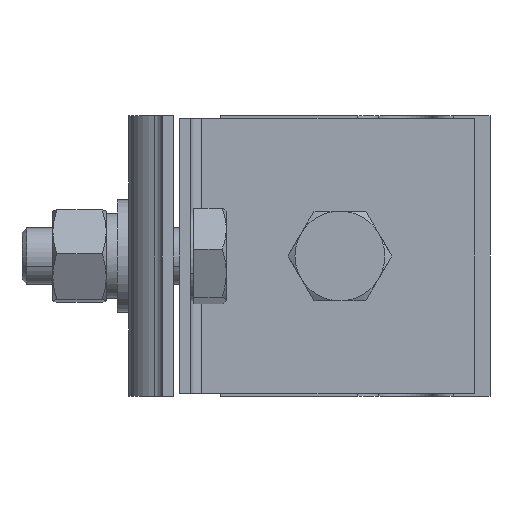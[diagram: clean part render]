
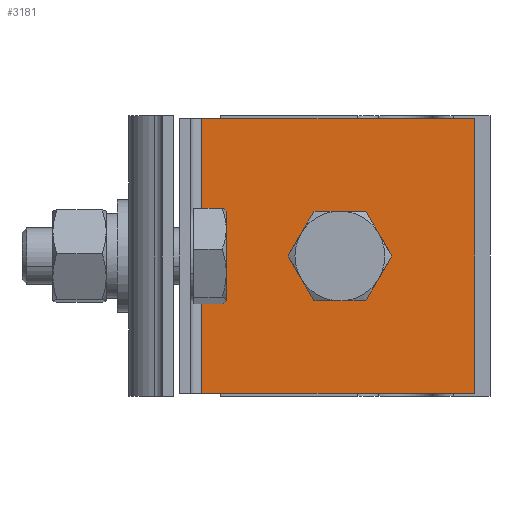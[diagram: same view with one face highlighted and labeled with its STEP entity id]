
A CAD part, front view. The second image highlights one B-rep face of the part: STEP entity #3181.
In plain terms, the highlighted planar face has unit normal (0, -1, 0).
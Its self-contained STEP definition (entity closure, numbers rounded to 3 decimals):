
#133 = CARTESIAN_POINT ( 'NONE',  ( 4., -2., 24.5 ) ) ;
#366 = CARTESIAN_POINT ( 'NONE',  ( 52.645, -2., 24.5 ) ) ;
#419 = CARTESIAN_POINT ( 'NONE',  ( 52.645, -2., -24.5 ) ) ;
#547 = VERTEX_POINT ( 'NONE', #2878 ) ;
#609 = AXIS2_PLACEMENT_3D ( 'NONE', #2802, #5974, #8182 ) ;
#730 = EDGE_CURVE ( 'NONE', #6324, #1689, #4170, .T. ) ;
#867 = CARTESIAN_POINT ( 'NONE',  ( 52.645, -2., 24.5 ) ) ;
#1097 = EDGE_CURVE ( 'NONE', #6324, #5857, #4901, .T. ) ;
#1231 = VERTEX_POINT ( 'NONE', #8752 ) ;
#1240 = ORIENTED_EDGE ( 'NONE', *, *, #2936, .F. ) ;
#1668 = CARTESIAN_POINT ( 'NONE',  ( 28.645, -2., 0. ) ) ;
#1689 = VERTEX_POINT ( 'NONE', #133 ) ;
#1869 = FACE_BOUND ( 'NONE', #7443, .T. ) ;
#1974 = DIRECTION ( 'NONE',  ( 0., 0., -1. ) ) ;
#2021 = ORIENTED_EDGE ( 'NONE', *, *, #3942, .T. ) ;
#2611 = VECTOR ( 'NONE', #7264, 1000. ) ;
#2802 = CARTESIAN_POINT ( 'NONE',  ( 28.645, -2., 0. ) ) ;
#2878 = CARTESIAN_POINT ( 'NONE',  ( 28.645, -2., 5.5 ) ) ;
#2936 = EDGE_CURVE ( 'NONE', #5857, #3188, #7105, .T. ) ;
#3181 = ADVANCED_FACE ( 'NONE', ( #1869, #9859 ), #6583, .T. ) ;
#3188 = VERTEX_POINT ( 'NONE', #4306 ) ;
#3490 = ORIENTED_EDGE ( 'NONE', *, *, #5845, .T. ) ;
#3711 = ORIENTED_EDGE ( 'NONE', *, *, #7472, .T. ) ;
#3732 = CIRCLE ( 'NONE', #609, 5.5 ) ;
#3941 = EDGE_LOOP ( 'NONE', ( #1240, #7844, #9248, #3490 ) ) ;
#3942 = EDGE_CURVE ( 'NONE', #547, #1231, #9303, .T. ) ;
#4170 = LINE ( 'NONE', #5116, #6247 ) ;
#4224 = AXIS2_PLACEMENT_3D ( 'NONE', #9702, #5092, #1974 ) ;
#4306 = CARTESIAN_POINT ( 'NONE',  ( 4., -2., -24.5 ) ) ;
#4837 = DIRECTION ( 'NONE',  ( 0., 1., 0. ) ) ;
#4901 = LINE ( 'NONE', #867, #2611 ) ;
#5092 = DIRECTION ( 'NONE',  ( 0., -1., 0. ) ) ;
#5116 = CARTESIAN_POINT ( 'NONE',  ( 0., -2., 24.5 ) ) ;
#5567 = DIRECTION ( 'NONE',  ( 0., 0., -1. ) ) ;
#5791 = DIRECTION ( 'NONE',  ( -1., 0., 0. ) ) ;
#5845 = EDGE_CURVE ( 'NONE', #1689, #3188, #6775, .T. ) ;
#5857 = VERTEX_POINT ( 'NONE', #419 ) ;
#5974 = DIRECTION ( 'NONE',  ( 0., 1., 0. ) ) ;
#6003 = DIRECTION ( 'NONE',  ( 0., 0., -1. ) ) ;
#6247 = VECTOR ( 'NONE', #5791, 1000. ) ;
#6324 = VERTEX_POINT ( 'NONE', #366 ) ;
#6388 = VECTOR ( 'NONE', #6491, 1000. ) ;
#6491 = DIRECTION ( 'NONE',  ( -1., 0., 0. ) ) ;
#6583 = PLANE ( 'NONE',  #4224 ) ;
#6775 = LINE ( 'NONE', #8262, #9478 ) ;
#7105 = LINE ( 'NONE', #7874, #6388 ) ;
#7264 = DIRECTION ( 'NONE',  ( 0., 0., -1. ) ) ;
#7443 = EDGE_LOOP ( 'NONE', ( #2021, #3711 ) ) ;
#7472 = EDGE_CURVE ( 'NONE', #1231, #547, #3732, .T. ) ;
#7844 = ORIENTED_EDGE ( 'NONE', *, *, #1097, .F. ) ;
#7874 = CARTESIAN_POINT ( 'NONE',  ( 0., -2., -24.5 ) ) ;
#8182 = DIRECTION ( 'NONE',  ( 0., 0., -1. ) ) ;
#8262 = CARTESIAN_POINT ( 'NONE',  ( 4., -2., 24.5 ) ) ;
#8752 = CARTESIAN_POINT ( 'NONE',  ( 28.645, -2., -5.5 ) ) ;
#8970 = AXIS2_PLACEMENT_3D ( 'NONE', #1668, #4837, #5567 ) ;
#9248 = ORIENTED_EDGE ( 'NONE', *, *, #730, .T. ) ;
#9303 = CIRCLE ( 'NONE', #8970, 5.5 ) ;
#9478 = VECTOR ( 'NONE', #6003, 1000. ) ;
#9702 = CARTESIAN_POINT ( 'NONE',  ( 0., -2., 24.5 ) ) ;
#9859 = FACE_OUTER_BOUND ( 'NONE', #3941, .T. ) ;
